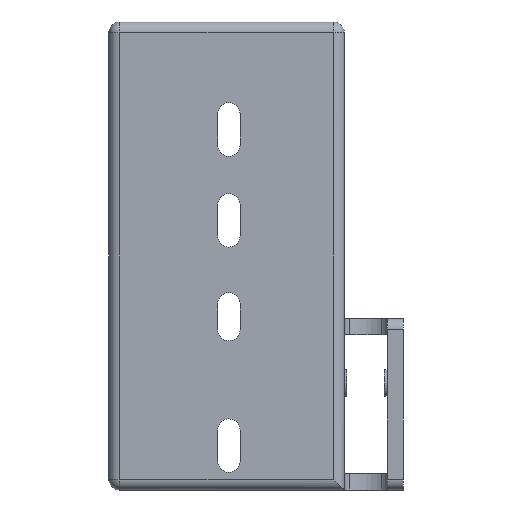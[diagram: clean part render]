
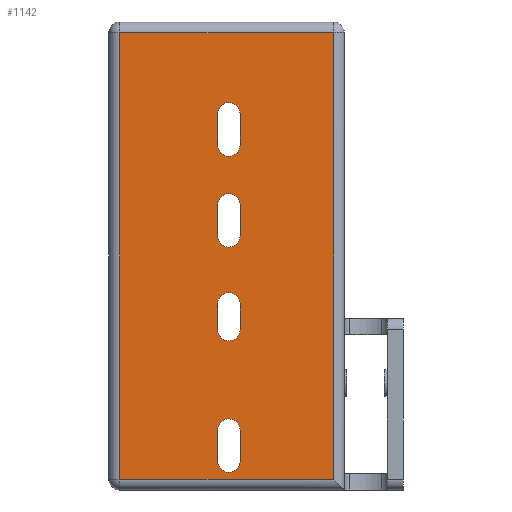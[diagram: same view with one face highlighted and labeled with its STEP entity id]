
A CAD part, front view. The second image highlights one B-rep face of the part: STEP entity #1142.
In plain terms, the highlighted planar face has unit normal (0, -1, 0).
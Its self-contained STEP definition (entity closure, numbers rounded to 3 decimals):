
#26=FACE_BOUND('',#163,.T.);
#27=FACE_BOUND('',#164,.T.);
#28=FACE_BOUND('',#165,.T.);
#29=FACE_BOUND('',#166,.T.);
#47=PLANE('',#1261);
#95=FACE_OUTER_BOUND('',#162,.T.);
#162=EDGE_LOOP('',(#909,#910,#911,#912));
#163=EDGE_LOOP('',(#913,#914,#915,#916));
#164=EDGE_LOOP('',(#917,#918,#919,#920));
#165=EDGE_LOOP('',(#921,#922,#923,#924));
#166=EDGE_LOOP('',(#925,#926,#927,#928));
#253=LINE('',#1872,#354);
#255=LINE('',#1885,#356);
#256=LINE('',#1888,#357);
#259=LINE('',#1893,#360);
#265=LINE('',#1909,#366);
#266=LINE('',#1913,#367);
#267=LINE('',#1917,#368);
#268=LINE('',#1921,#369);
#269=LINE('',#1925,#370);
#270=LINE('',#1929,#371);
#271=LINE('',#1933,#372);
#272=LINE('',#1937,#373);
#354=VECTOR('',#1476,10.);
#356=VECTOR('',#1492,10.);
#357=VECTOR('',#1497,10.);
#360=VECTOR('',#1504,10.);
#366=VECTOR('',#1520,10.);
#367=VECTOR('',#1523,10.);
#368=VECTOR('',#1526,10.);
#369=VECTOR('',#1529,10.);
#370=VECTOR('',#1532,10.);
#371=VECTOR('',#1535,10.);
#372=VECTOR('',#1538,10.);
#373=VECTOR('',#1541,10.);
#447=CIRCLE('',#1262,2.1);
#448=CIRCLE('',#1263,2.1);
#449=CIRCLE('',#1264,2.1);
#450=CIRCLE('',#1265,2.1);
#451=CIRCLE('',#1266,2.1);
#452=CIRCLE('',#1267,2.1);
#453=CIRCLE('',#1268,2.1);
#454=CIRCLE('',#1269,2.1);
#529=VERTEX_POINT('',#1861);
#530=VERTEX_POINT('',#1865);
#533=VERTEX_POINT('',#1878);
#535=VERTEX_POINT('',#1884);
#539=VERTEX_POINT('',#1907);
#540=VERTEX_POINT('',#1908);
#541=VERTEX_POINT('',#1910);
#542=VERTEX_POINT('',#1912);
#543=VERTEX_POINT('',#1915);
#544=VERTEX_POINT('',#1916);
#545=VERTEX_POINT('',#1918);
#546=VERTEX_POINT('',#1920);
#547=VERTEX_POINT('',#1923);
#548=VERTEX_POINT('',#1924);
#549=VERTEX_POINT('',#1926);
#550=VERTEX_POINT('',#1928);
#551=VERTEX_POINT('',#1931);
#552=VERTEX_POINT('',#1932);
#553=VERTEX_POINT('',#1934);
#554=VERTEX_POINT('',#1936);
#662=EDGE_CURVE('',#530,#529,#253,.T.);
#668=EDGE_CURVE('',#535,#530,#255,.T.);
#670=EDGE_CURVE('',#533,#535,#256,.T.);
#673=EDGE_CURVE('',#529,#533,#259,.T.);
#680=EDGE_CURVE('',#539,#540,#265,.T.);
#681=EDGE_CURVE('',#540,#541,#447,.T.);
#682=EDGE_CURVE('',#541,#542,#266,.T.);
#683=EDGE_CURVE('',#542,#539,#448,.T.);
#684=EDGE_CURVE('',#543,#544,#267,.T.);
#685=EDGE_CURVE('',#544,#545,#449,.T.);
#686=EDGE_CURVE('',#545,#546,#268,.T.);
#687=EDGE_CURVE('',#546,#543,#450,.T.);
#688=EDGE_CURVE('',#547,#548,#269,.T.);
#689=EDGE_CURVE('',#548,#549,#451,.T.);
#690=EDGE_CURVE('',#549,#550,#270,.T.);
#691=EDGE_CURVE('',#550,#547,#452,.T.);
#692=EDGE_CURVE('',#551,#552,#271,.T.);
#693=EDGE_CURVE('',#552,#553,#453,.T.);
#694=EDGE_CURVE('',#553,#554,#272,.T.);
#695=EDGE_CURVE('',#554,#551,#454,.T.);
#909=ORIENTED_EDGE('',*,*,#662,.F.);
#910=ORIENTED_EDGE('',*,*,#668,.F.);
#911=ORIENTED_EDGE('',*,*,#670,.F.);
#912=ORIENTED_EDGE('',*,*,#673,.F.);
#913=ORIENTED_EDGE('',*,*,#680,.T.);
#914=ORIENTED_EDGE('',*,*,#681,.T.);
#915=ORIENTED_EDGE('',*,*,#682,.T.);
#916=ORIENTED_EDGE('',*,*,#683,.T.);
#917=ORIENTED_EDGE('',*,*,#684,.T.);
#918=ORIENTED_EDGE('',*,*,#685,.T.);
#919=ORIENTED_EDGE('',*,*,#686,.T.);
#920=ORIENTED_EDGE('',*,*,#687,.T.);
#921=ORIENTED_EDGE('',*,*,#688,.T.);
#922=ORIENTED_EDGE('',*,*,#689,.T.);
#923=ORIENTED_EDGE('',*,*,#690,.T.);
#924=ORIENTED_EDGE('',*,*,#691,.T.);
#925=ORIENTED_EDGE('',*,*,#692,.T.);
#926=ORIENTED_EDGE('',*,*,#693,.T.);
#927=ORIENTED_EDGE('',*,*,#694,.T.);
#928=ORIENTED_EDGE('',*,*,#695,.T.);
#1142=ADVANCED_FACE('',(#95,#26,#27,#28,#29),#47,.F.);
#1261=AXIS2_PLACEMENT_3D('',#1906,#1518,#1519);
#1262=AXIS2_PLACEMENT_3D('',#1911,#1521,#1522);
#1263=AXIS2_PLACEMENT_3D('',#1914,#1524,#1525);
#1264=AXIS2_PLACEMENT_3D('',#1919,#1527,#1528);
#1265=AXIS2_PLACEMENT_3D('',#1922,#1530,#1531);
#1266=AXIS2_PLACEMENT_3D('',#1927,#1533,#1534);
#1267=AXIS2_PLACEMENT_3D('',#1930,#1536,#1537);
#1268=AXIS2_PLACEMENT_3D('',#1935,#1539,#1540);
#1269=AXIS2_PLACEMENT_3D('',#1938,#1542,#1543);
#1476=DIRECTION('',(0.,0.,1.));
#1492=DIRECTION('',(-1.,0.,0.));
#1497=DIRECTION('',(0.,0.,-1.));
#1504=DIRECTION('',(1.,0.,0.));
#1518=DIRECTION('center_axis',(0.,1.,0.));
#1519=DIRECTION('ref_axis',(-1.,0.,0.));
#1520=DIRECTION('',(0.,0.,1.));
#1521=DIRECTION('center_axis',(0.,1.,0.));
#1522=DIRECTION('ref_axis',(-1.,0.,0.));
#1523=DIRECTION('',(0.,0.,-1.));
#1524=DIRECTION('center_axis',(0.,1.,0.));
#1525=DIRECTION('ref_axis',(1.,0.,0.));
#1526=DIRECTION('',(0.,0.,-1.));
#1527=DIRECTION('center_axis',(0.,1.,0.));
#1528=DIRECTION('ref_axis',(1.,0.,0.));
#1529=DIRECTION('',(0.,0.,1.));
#1530=DIRECTION('center_axis',(0.,1.,0.));
#1531=DIRECTION('ref_axis',(-1.,0.,0.));
#1532=DIRECTION('',(0.,0.,-1.));
#1533=DIRECTION('center_axis',(0.,1.,0.));
#1534=DIRECTION('ref_axis',(1.,0.,0.));
#1535=DIRECTION('',(0.,0.,1.));
#1536=DIRECTION('center_axis',(0.,1.,0.));
#1537=DIRECTION('ref_axis',(-1.,0.,0.));
#1538=DIRECTION('',(0.,0.,1.));
#1539=DIRECTION('center_axis',(0.,1.,0.));
#1540=DIRECTION('ref_axis',(-1.,0.,0.));
#1541=DIRECTION('',(0.,0.,-1.));
#1542=DIRECTION('center_axis',(0.,1.,0.));
#1543=DIRECTION('ref_axis',(1.,0.,0.));
#1861=CARTESIAN_POINT('',(-38.,-2.,68.5));
#1865=CARTESIAN_POINT('',(-38.,-2.,-15.));
#1872=CARTESIAN_POINT('',(-38.,-2.,0.));
#1878=CARTESIAN_POINT('',(2.,-2.,68.5));
#1884=CARTESIAN_POINT('',(2.,-2.,-15.));
#1885=CARTESIAN_POINT('',(1.5,-2.,-15.));
#1888=CARTESIAN_POINT('',(2.,-2.,7.5));
#1893=CARTESIAN_POINT('',(-9.,-2.,68.5));
#1906=CARTESIAN_POINT('Origin',(0.,-2.,0.));
#1907=CARTESIAN_POINT('',(-19.684,-2.,30.502));
#1908=CARTESIAN_POINT('',(-19.684,-2.,36.302));
#1909=CARTESIAN_POINT('',(-19.684,-2.,18.151));
#1910=CARTESIAN_POINT('',(-15.484,-2.,36.302));
#1911=CARTESIAN_POINT('Origin',(-17.584,-2.,36.302));
#1912=CARTESIAN_POINT('',(-15.484,-2.,30.502));
#1913=CARTESIAN_POINT('',(-15.484,-2.,15.251));
#1914=CARTESIAN_POINT('Origin',(-17.584,-2.,30.502));
#1915=CARTESIAN_POINT('',(-15.484,-2.,-5.798));
#1916=CARTESIAN_POINT('',(-15.484,-2.,-11.598));
#1917=CARTESIAN_POINT('',(-15.484,-2.,-5.799));
#1918=CARTESIAN_POINT('',(-19.684,-2.,-11.598));
#1919=CARTESIAN_POINT('Origin',(-17.584,-2.,-11.598));
#1920=CARTESIAN_POINT('',(-19.684,-2.,-5.798));
#1921=CARTESIAN_POINT('',(-19.684,-2.,-2.899));
#1922=CARTESIAN_POINT('Origin',(-17.584,-2.,-5.798));
#1923=CARTESIAN_POINT('',(-15.484,-2.,53.302));
#1924=CARTESIAN_POINT('',(-15.484,-2.,47.502));
#1925=CARTESIAN_POINT('',(-15.484,-2.,23.751));
#1926=CARTESIAN_POINT('',(-19.684,-2.,47.502));
#1927=CARTESIAN_POINT('Origin',(-17.584,-2.,47.502));
#1928=CARTESIAN_POINT('',(-19.684,-2.,53.302));
#1929=CARTESIAN_POINT('',(-19.684,-2.,26.651));
#1930=CARTESIAN_POINT('Origin',(-17.584,-2.,53.302));
#1931=CARTESIAN_POINT('',(-19.684,-2.,13.002));
#1932=CARTESIAN_POINT('',(-19.684,-2.,17.802));
#1933=CARTESIAN_POINT('',(-19.684,-2.,8.901));
#1934=CARTESIAN_POINT('',(-15.484,-2.,17.802));
#1935=CARTESIAN_POINT('Origin',(-17.584,-2.,17.802));
#1936=CARTESIAN_POINT('',(-15.484,-2.,13.002));
#1937=CARTESIAN_POINT('',(-15.484,-2.,6.501));
#1938=CARTESIAN_POINT('Origin',(-17.584,-2.,13.002));
